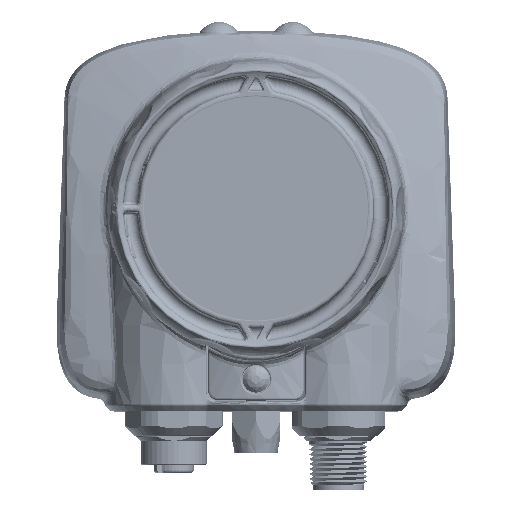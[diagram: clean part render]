
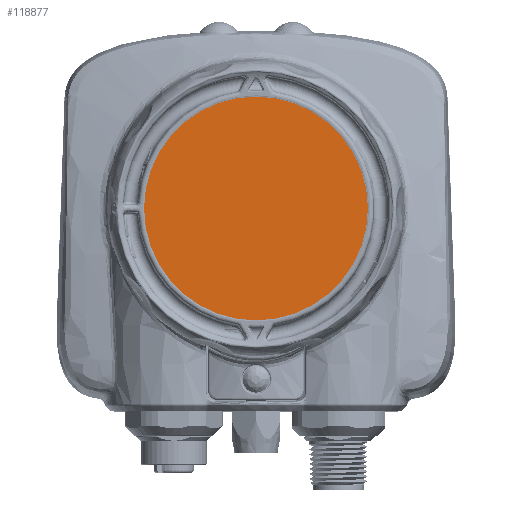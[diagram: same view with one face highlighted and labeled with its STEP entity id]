
A CAD part, top view. The second image highlights one B-rep face of the part: STEP entity #118877.
In plain terms, the highlighted planar face has unit normal (0, 0, 1).
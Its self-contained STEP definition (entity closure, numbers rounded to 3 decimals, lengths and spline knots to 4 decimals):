
#26556=CARTESIAN_POINT('',(0.,0.0492,1.4547));
#26557=DIRECTION('',(0.,0.,-1.));
#26558=DIRECTION('',(0.,1.,0.));
#26559=AXIS2_PLACEMENT_3D('',#26556,#26557,#26558);
#26561=CARTESIAN_POINT('',(0.,0.0492,1.4547));
#26562=DIRECTION('',(0.,0.,-1.));
#26563=DIRECTION('',(0.,-1.,0.));
#26564=AXIS2_PLACEMENT_3D('',#26561,#26562,#26563);
#78729=CARTESIAN_POINT('',(0.,0.9461,1.4547));
#78730=CARTESIAN_POINT('',(0.,-0.8477,1.4547));
#78731=VERTEX_POINT('',#78729);
#78732=VERTEX_POINT('',#78730);
#118868=CARTESIAN_POINT('',(0.,0.0492,1.4547));
#118869=DIRECTION('',(0.,0.,1.));
#118870=DIRECTION('',(0.,1.,0.));
#118871=AXIS2_PLACEMENT_3D('',#118868,#118869,#118870);
#118872=PLANE('',#118871);
#118873=ORIENTED_EDGE('',*,*,#118862,.T.);
#118874=ORIENTED_EDGE('',*,*,#118848,.T.);
#118875=EDGE_LOOP('',(#118873,#118874));
#118876=FACE_OUTER_BOUND('',#118875,.F.);
#118877=ADVANCED_FACE('',(#118876),#118872,.T.);
#26560=CIRCLE('',#26559,0.8969);
#26565=CIRCLE('',#26564,0.8969);
#118848=EDGE_CURVE('',#78732,#78731,#26565,.T.);
#118862=EDGE_CURVE('',#78731,#78732,#26560,.T.);
